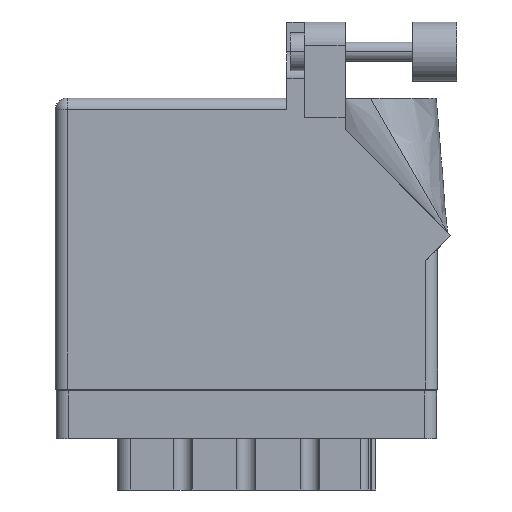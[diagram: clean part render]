
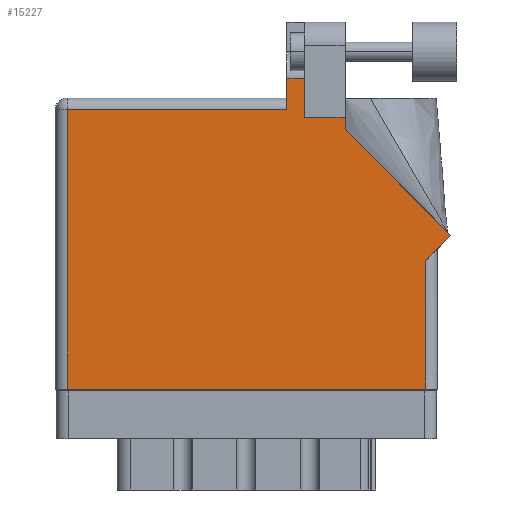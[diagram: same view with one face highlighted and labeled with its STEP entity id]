
A CAD part, front view. The second image highlights one B-rep face of the part: STEP entity #15227.
In plain terms, the highlighted face is planar.
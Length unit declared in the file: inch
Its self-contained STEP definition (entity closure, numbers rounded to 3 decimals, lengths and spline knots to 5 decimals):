
#1150 = VERTEX_POINT ( 'NONE', #8284 ) ;
#2304 = VERTEX_POINT ( 'NONE', #20918 ) ;
#2374 = DIRECTION ( 'NONE',  ( -1., 0., 0. ) ) ;
#3219 = LINE ( 'NONE', #38159, #5466 ) ;
#4620 = CARTESIAN_POINT ( 'NONE',  ( 1.948, 0.675, 0. ) ) ;
#5466 = VECTOR ( 'NONE', #19041, 39.37008 ) ;
#5470 = ORIENTED_EDGE ( 'NONE', *, *, #24070, .T. ) ;
#6374 = CARTESIAN_POINT ( 'NONE',  ( 1.948, 0.737, 0. ) ) ;
#6386 = VERTEX_POINT ( 'NONE', #30991 ) ;
#7068 = ORIENTED_EDGE ( 'NONE', *, *, #39017, .T. ) ;
#7802 = EDGE_CURVE ( 'NONE', #2304, #1150, #3219, .T. ) ;
#8196 = VERTEX_POINT ( 'NONE', #31989 ) ;
#8284 = CARTESIAN_POINT ( 'NONE',  ( 0.062, 1.468, 0. ) ) ;
#8310 = VECTOR ( 'NONE', #16035, 39.37008 ) ;
#8865 = CARTESIAN_POINT ( 'NONE',  ( 2.01, 0.737, 0. ) ) ;
#9485 = DIRECTION ( 'NONE',  ( 0., -1., 0. ) ) ;
#9752 = LINE ( 'NONE', #6374, #26695 ) ;
#9949 = EDGE_CURVE ( 'NONE', #13173, #11911, #17285, .T. ) ;
#10000 = VECTOR ( 'NONE', #25568, 39.37008 ) ;
#10276 = VECTOR ( 'NONE', #26965, 39.37008 ) ;
#10760 = LINE ( 'NONE', #23607, #10276 ) ;
#11151 = EDGE_CURVE ( 'NONE', #29031, #8196, #22608, .T. ) ;
#11283 = ORIENTED_EDGE ( 'NONE', *, *, #32071, .T. ) ;
#11911 = VERTEX_POINT ( 'NONE', #38404 ) ;
#12635 = CARTESIAN_POINT ( 'NONE',  ( 1.524, 1.36442, 0. ) ) ;
#13173 = VERTEX_POINT ( 'NONE', #22427 ) ;
#13212 = VERTEX_POINT ( 'NONE', #18880 ) ;
#13281 = LINE ( 'NONE', #34951, #8310 ) ;
#15227 = ADVANCED_FACE ( 'NONE', ( #31000 ), #41099, .F. ) ;
#15265 = ORIENTED_EDGE ( 'NONE', *, *, #7802, .T. ) ;
#16035 = DIRECTION ( 'NONE',  ( 0., 1., 0. ) ) ;
#16931 = EDGE_CURVE ( 'NONE', #11911, #29031, #13281, .T. ) ;
#17285 = LINE ( 'NONE', #37015, #24061 ) ;
#17582 = ORIENTED_EDGE ( 'NONE', *, *, #26307, .T. ) ;
#17976 = CARTESIAN_POINT ( 'NONE',  ( 0., 1.53, 0. ) ) ;
#18490 = LINE ( 'NONE', #38027, #24417 ) ;
#18768 = ORIENTED_EDGE ( 'NONE', *, *, #16931, .T. ) ;
#18880 = CARTESIAN_POINT ( 'NONE',  ( 2.08071, 0.80771, 0. ) ) ;
#19041 = DIRECTION ( 'NONE',  ( -1., 0., 0. ) ) ;
#19259 = CARTESIAN_POINT ( 'NONE',  ( 1.64177, 1.6315, 0. ) ) ;
#19270 = CARTESIAN_POINT ( 'NONE',  ( 0., 0., 0. ) ) ;
#19630 = DIRECTION ( 'NONE',  ( 0., 1., 0. ) ) ;
#20278 = VECTOR ( 'NONE', #40926, 39.37008 ) ;
#20818 = VERTEX_POINT ( 'NONE', #4620 ) ;
#20918 = CARTESIAN_POINT ( 'NONE',  ( 1.217, 1.468, 0. ) ) ;
#20997 = VECTOR ( 'NONE', #40086, 39.37008 ) ;
#21578 = CARTESIAN_POINT ( 'NONE',  ( 2.08071, 0.80771, 0. ) ) ;
#22427 = CARTESIAN_POINT ( 'NONE',  ( 1.524, 1.43, 0. ) ) ;
#22449 = EDGE_CURVE ( 'NONE', #33405, #20818, #9752, .T. ) ;
#22608 = LINE ( 'NONE', #19259, #10000 ) ;
#23113 = AXIS2_PLACEMENT_3D ( 'NONE', #17976, #31414, #2374 ) ;
#23607 = CARTESIAN_POINT ( 'NONE',  ( 1.524, 1.36442, 0. ) ) ;
#24061 = VECTOR ( 'NONE', #30110, 39.37008 ) ;
#24070 = EDGE_CURVE ( 'NONE', #1150, #6386, #31774, .T. ) ;
#24417 = VECTOR ( 'NONE', #40350, 39.37008 ) ;
#24944 = LINE ( 'NONE', #19270, #20278 ) ;
#25568 = DIRECTION ( 'NONE',  ( -1., 0., 0. ) ) ;
#26307 = EDGE_CURVE ( 'NONE', #20818, #13212, #40220, .T. ) ;
#26695 = VECTOR ( 'NONE', #19630, 39.37008 ) ;
#26965 = DIRECTION ( 'NONE',  ( 0., 1., 0. ) ) ;
#28367 = CARTESIAN_POINT ( 'NONE',  ( 1.311, 1.6315, 0. ) ) ;
#29031 = VERTEX_POINT ( 'NONE', #28367 ) ;
#29393 = EDGE_CURVE ( 'NONE', #13212, #38626, #33973, .T. ) ;
#29646 = ORIENTED_EDGE ( 'NONE', *, *, #29393, .T. ) ;
#29801 = EDGE_LOOP ( 'NONE', ( #18768, #33903, #11283, #15265, #5470, #7068, #33598, #17582, #29646, #32956, #39662 ) ) ;
#30110 = DIRECTION ( 'NONE',  ( -1., 0., 0. ) ) ;
#30200 = VECTOR ( 'NONE', #34533, 39.37008 ) ;
#30244 = EDGE_CURVE ( 'NONE', #38626, #13173, #10760, .T. ) ;
#30991 = CARTESIAN_POINT ( 'NONE',  ( 0.062, 0., 0. ) ) ;
#31000 = FACE_OUTER_BOUND ( 'NONE', #29801, .T. ) ;
#31414 = DIRECTION ( 'NONE',  ( 0., 0., -1. ) ) ;
#31774 = LINE ( 'NONE', #38706, #36874 ) ;
#31989 = CARTESIAN_POINT ( 'NONE',  ( 1.217, 1.6315, 0. ) ) ;
#32071 = EDGE_CURVE ( 'NONE', #8196, #2304, #18490, .T. ) ;
#32956 = ORIENTED_EDGE ( 'NONE', *, *, #30244, .T. ) ;
#33405 = VERTEX_POINT ( 'NONE', #38571 ) ;
#33598 = ORIENTED_EDGE ( 'NONE', *, *, #22449, .T. ) ;
#33903 = ORIENTED_EDGE ( 'NONE', *, *, #11151, .T. ) ;
#33973 = LINE ( 'NONE', #21578, #20997 ) ;
#34533 = DIRECTION ( 'NONE',  ( 0.707, 0.707, 0. ) ) ;
#34951 = CARTESIAN_POINT ( 'NONE',  ( 1.311, 1.43, 0. ) ) ;
#36874 = VECTOR ( 'NONE', #9485, 39.37008 ) ;
#37015 = CARTESIAN_POINT ( 'NONE',  ( 1.524, 1.43, 0. ) ) ;
#38027 = CARTESIAN_POINT ( 'NONE',  ( 1.217, 1.53, 0. ) ) ;
#38159 = CARTESIAN_POINT ( 'NONE',  ( 0., 1.468, 0. ) ) ;
#38404 = CARTESIAN_POINT ( 'NONE',  ( 1.311, 1.43, 0. ) ) ;
#38571 = CARTESIAN_POINT ( 'NONE',  ( 1.948, 0., 0. ) ) ;
#38626 = VERTEX_POINT ( 'NONE', #12635 ) ;
#38706 = CARTESIAN_POINT ( 'NONE',  ( 0.062, 0., 0. ) ) ;
#39017 = EDGE_CURVE ( 'NONE', #6386, #33405, #24944, .T. ) ;
#39662 = ORIENTED_EDGE ( 'NONE', *, *, #9949, .T. ) ;
#40086 = DIRECTION ( 'NONE',  ( -0.707, 0.707, 0. ) ) ;
#40220 = LINE ( 'NONE', #8865, #30200 ) ;
#40350 = DIRECTION ( 'NONE',  ( 0., -1., 0. ) ) ;
#40926 = DIRECTION ( 'NONE',  ( 1., 0., 0. ) ) ;
#41099 = PLANE ( 'NONE',  #23113 ) ;
